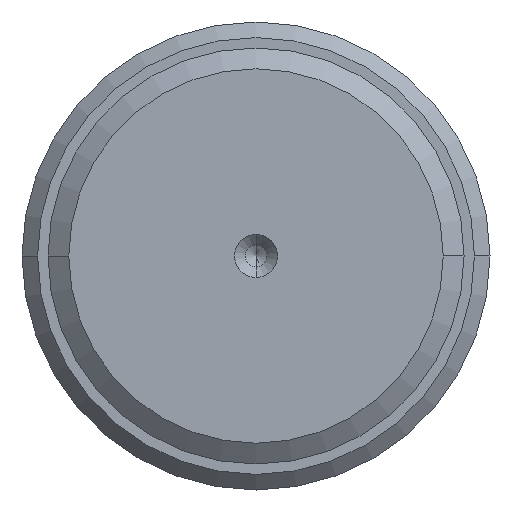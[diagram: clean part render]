
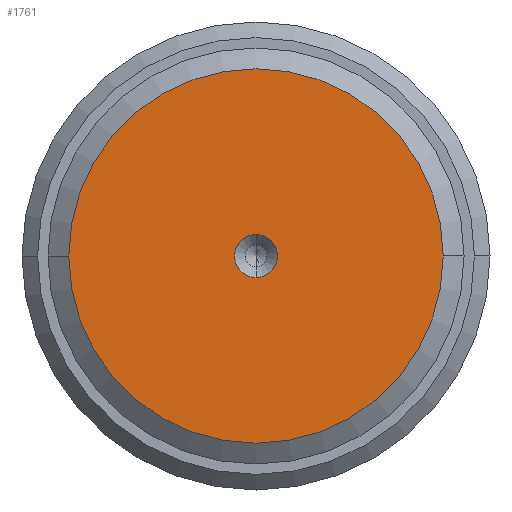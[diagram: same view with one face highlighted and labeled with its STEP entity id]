
A CAD part, left-side view. The second image highlights one B-rep face of the part: STEP entity #1761.
In plain terms, the highlighted planar face has unit normal (-1, 0, 0).
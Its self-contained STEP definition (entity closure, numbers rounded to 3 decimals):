
#36 = CARTESIAN_POINT ( 'NONE',  ( 0., 18., 0. ) ) ;
#49 = CIRCLE ( 'NONE', #2101, 18. ) ;
#89 = CARTESIAN_POINT ( 'NONE',  ( 0., 0., 0. ) ) ;
#97 = AXIS2_PLACEMENT_3D ( 'NONE', #965, #2489, #1774 ) ;
#114 = ORIENTED_EDGE ( 'NONE', *, *, #831, .T. ) ;
#175 = EDGE_LOOP ( 'NONE', ( #620, #1788 ) ) ;
#192 = PLANE ( 'NONE',  #2206 ) ;
#373 = VERTEX_POINT ( 'NONE', #36 ) ;
#400 = CARTESIAN_POINT ( 'NONE',  ( 0., -18., 0. ) ) ;
#565 = VERTEX_POINT ( 'NONE', #400 ) ;
#620 = ORIENTED_EDGE ( 'NONE', *, *, #1021, .T. ) ;
#831 = EDGE_CURVE ( 'NONE', #565, #373, #49, .T. ) ;
#899 = CARTESIAN_POINT ( 'NONE',  ( 0., 0., 0. ) ) ;
#965 = CARTESIAN_POINT ( 'NONE',  ( 0., 0., 0. ) ) ;
#985 = EDGE_LOOP ( 'NONE', ( #2466, #114 ) ) ;
#995 = CARTESIAN_POINT ( 'NONE',  ( 0., 0., 2.075 ) ) ;
#1021 = EDGE_CURVE ( 'NONE', #2406, #1659, #2284, .T. ) ;
#1027 = DIRECTION ( 'NONE',  ( 1., 0., 0. ) ) ;
#1214 = EDGE_CURVE ( 'NONE', #373, #565, #2565, .T. ) ;
#1221 = AXIS2_PLACEMENT_3D ( 'NONE', #89, #1027, #1885 ) ;
#1339 = DIRECTION ( 'NONE',  ( -1., 0., 0. ) ) ;
#1357 = CARTESIAN_POINT ( 'NONE',  ( 0., 0., -2.075 ) ) ;
#1541 = DIRECTION ( 'NONE',  ( 0., -1., 0. ) ) ;
#1659 = VERTEX_POINT ( 'NONE', #1357 ) ;
#1761 = ADVANCED_FACE ( 'NONE', ( #2188, #2407 ), #192, .T. ) ;
#1762 = CARTESIAN_POINT ( 'NONE',  ( 0., 0., 0. ) ) ;
#1774 = DIRECTION ( 'NONE',  ( 0., -1., 0. ) ) ;
#1788 = ORIENTED_EDGE ( 'NONE', *, *, #2627, .T. ) ;
#1885 = DIRECTION ( 'NONE',  ( 0., -1., 0. ) ) ;
#2005 = DIRECTION ( 'NONE',  ( 1., 0., 0. ) ) ;
#2008 = DIRECTION ( 'NONE',  ( 0., -1., 0. ) ) ;
#2101 = AXIS2_PLACEMENT_3D ( 'NONE', #2463, #1339, #2008 ) ;
#2168 = AXIS2_PLACEMENT_3D ( 'NONE', #899, #2005, #2652 ) ;
#2188 = FACE_BOUND ( 'NONE', #175, .T. ) ;
#2206 = AXIS2_PLACEMENT_3D ( 'NONE', #1762, #2645, #1541 ) ;
#2284 = CIRCLE ( 'NONE', #1221, 2.075 ) ;
#2406 = VERTEX_POINT ( 'NONE', #995 ) ;
#2407 = FACE_OUTER_BOUND ( 'NONE', #985, .T. ) ;
#2463 = CARTESIAN_POINT ( 'NONE',  ( 0., 0., 0. ) ) ;
#2466 = ORIENTED_EDGE ( 'NONE', *, *, #1214, .T. ) ;
#2489 = DIRECTION ( 'NONE',  ( -1., 0., 0. ) ) ;
#2565 = CIRCLE ( 'NONE', #97, 18. ) ;
#2573 = CIRCLE ( 'NONE', #2168, 2.075 ) ;
#2627 = EDGE_CURVE ( 'NONE', #1659, #2406, #2573, .T. ) ;
#2645 = DIRECTION ( 'NONE',  ( -1., 0., 0. ) ) ;
#2652 = DIRECTION ( 'NONE',  ( 0., -1., 0. ) ) ;
